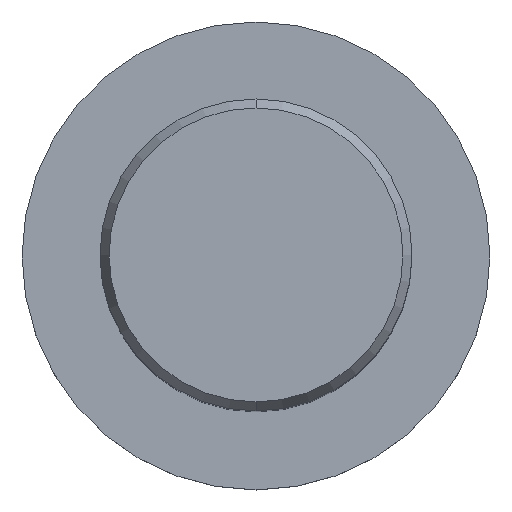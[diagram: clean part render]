
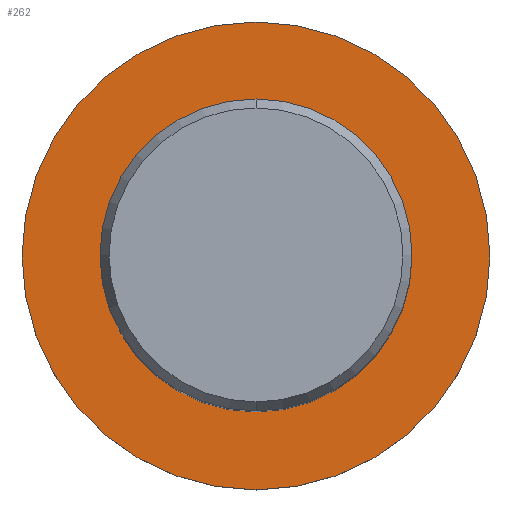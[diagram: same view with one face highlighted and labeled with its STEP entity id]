
A CAD part, top view. The second image highlights one B-rep face of the part: STEP entity #262.
In plain terms, the highlighted planar face has unit normal (0, 0, 1).
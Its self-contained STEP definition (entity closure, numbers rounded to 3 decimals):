
#250=EDGE_CURVE('',#298,#292,#591,.T.);
#262=ADVANCED_FACE('',(#603,#604),#605,.T.);
#292=VERTEX_POINT('',#638);
#296=EDGE_CURVE('',#502,#378,#642,.T.);
#298=VERTEX_POINT('',#644);
#320=EDGE_CURVE('',#378,#502,#666,.T.);
#378=VERTEX_POINT('',#728);
#428=EDGE_CURVE('',#292,#298,#783,.T.);
#502=VERTEX_POINT('',#866);
#591=CIRCLE('',#1017,24.0);
#603=FACE_BOUND('',#1029,.T.);
#604=FACE_OUTER_BOUND('',#1030,.T.);
#605=PLANE('',#1031);
#638=CARTESIAN_POINT('',(0.,-24.0,-60.0));
#642=CIRCLE('',#1125,16.0);
#644=CARTESIAN_POINT('',(0.0,24.0,-60.0));
#666=CIRCLE('',#1189,16.0);
#728=CARTESIAN_POINT('',(0.,-16.0,-60.0));
#783=CIRCLE('',#1422,24.0);
#866=CARTESIAN_POINT('',(0.0,16.0,-60.0));
#1017=AXIS2_PLACEMENT_3D('',#1698,#1699,#1700);
#1029=EDGE_LOOP('',(#1706,#1707));
#1030=EDGE_LOOP('',(#1708,#1709));
#1031=AXIS2_PLACEMENT_3D('',#1710,#1711,#1712);
#1125=AXIS2_PLACEMENT_3D('',#1756,#1757,#1758);
#1189=AXIS2_PLACEMENT_3D('',#1770,#1771,#1772);
#1422=AXIS2_PLACEMENT_3D('',#1901,#1902,#1903);
#1698=CARTESIAN_POINT('',(0.0,0.0,-60.0));
#1699=DIRECTION('',(0.0,0.0,-1.0));
#1700=DIRECTION('',(0.0,1.0,0.0));
#1706=ORIENTED_EDGE('',*,*,#296,.T.);
#1707=ORIENTED_EDGE('',*,*,#320,.T.);
#1708=ORIENTED_EDGE('',*,*,#250,.F.);
#1709=ORIENTED_EDGE('',*,*,#428,.F.);
#1710=CARTESIAN_POINT('',(0.0,12.0,-60.0));
#1711=DIRECTION('',(-0.0,0.0,1.0));
#1712=DIRECTION('',(0.0,-1.0,0.0));
#1756=CARTESIAN_POINT('',(0.0,0.0,-60.0));
#1757=DIRECTION('',(-0.0,0.0,-1.0));
#1758=DIRECTION('',(0.0,1.0,0.0));
#1770=CARTESIAN_POINT('',(0.0,0.0,-60.0));
#1771=DIRECTION('',(-0.0,0.0,-1.0));
#1772=DIRECTION('',(0.0,1.0,0.0));
#1901=CARTESIAN_POINT('',(0.0,0.0,-60.0));
#1902=DIRECTION('',(0.0,0.0,-1.0));
#1903=DIRECTION('',(0.0,1.0,0.0));
